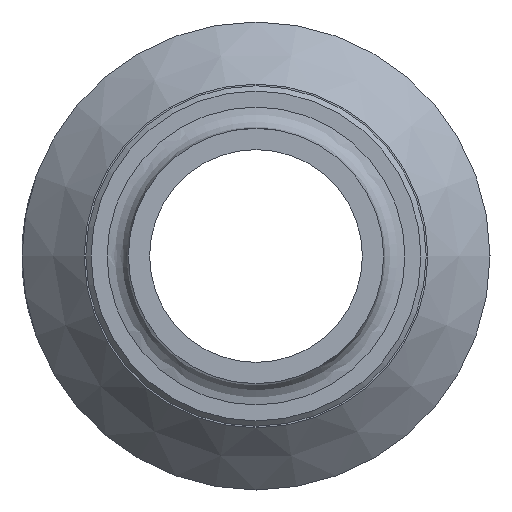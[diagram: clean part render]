
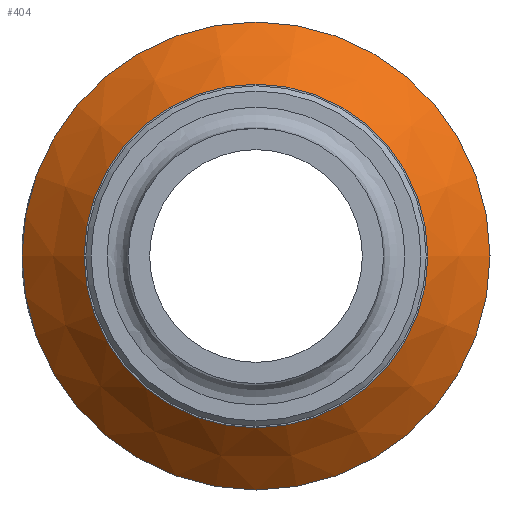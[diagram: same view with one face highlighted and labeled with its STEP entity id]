
A CAD part, left-side view. The second image highlights one B-rep face of the part: STEP entity #404.
In plain terms, the highlighted conical face has half-angle 45 degrees and reference radius 30.29 mm.
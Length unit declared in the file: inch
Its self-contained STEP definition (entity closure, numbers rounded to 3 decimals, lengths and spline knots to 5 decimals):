
#370=CARTESIAN_POINT('',(12.31343,8.38428,0.0));
#371=VERTEX_POINT('',#370);
#372=CARTESIAN_POINT('',(12.31343,7.37428,0.0));
#373=DIRECTION('',(1.0,0.0,0.0));
#374=DIRECTION('',(0.0,1.0,0.0));
#375=AXIS2_PLACEMENT_3D('',#372,#373,#374);
#376=CIRCLE('',#375,1.01);
#377=EDGE_CURVE('',#371,#371,#376,.T.);
#385=CARTESIAN_POINT('',(12.49593,7.37428,0.0));
#386=DIRECTION('',(1.0,0.0,0.0));
#387=DIRECTION('',(0.0,1.0,0.0));
#388=AXIS2_PLACEMENT_3D('',#385,#386,#387);
#389=CONICAL_SURFACE('',#388,1.1925,45.);
#390=CARTESIAN_POINT('',(12.67843,8.74928,0.0));
#391=VERTEX_POINT('',#390);
#392=CARTESIAN_POINT('',(12.67843,7.37428,0.0));
#393=DIRECTION('',(1.0,0.0,0.0));
#394=DIRECTION('',(0.0,1.0,0.0));
#395=AXIS2_PLACEMENT_3D('',#392,#393,#394);
#396=CIRCLE('',#395,1.375);
#397=EDGE_CURVE('',#391,#391,#396,.T.);
#398=ORIENTED_EDGE('',*,*,#397,.F.);
#399=EDGE_LOOP('',(#398));
#400=FACE_OUTER_BOUND('',#399,.T.);
#401=ORIENTED_EDGE('',*,*,#377,.T.);
#402=EDGE_LOOP('',(#401));
#403=FACE_BOUND('',#402,.T.);
#404=ADVANCED_FACE('',(#400,#403),#389,.T.);
